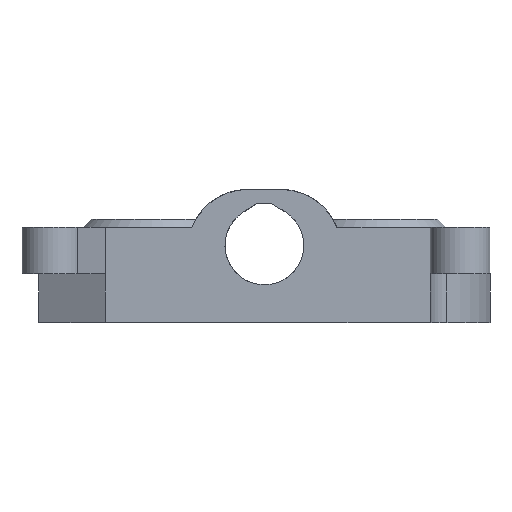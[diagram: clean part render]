
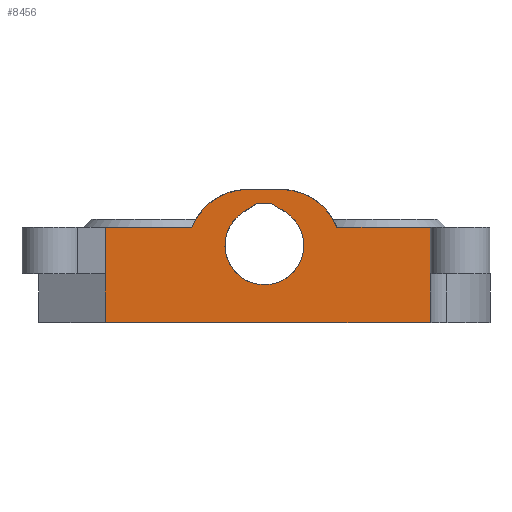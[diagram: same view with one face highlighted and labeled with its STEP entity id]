
A CAD part, front view. The second image highlights one B-rep face of the part: STEP entity #8456.
In plain terms, the highlighted planar face has unit normal (0, -1, 0).
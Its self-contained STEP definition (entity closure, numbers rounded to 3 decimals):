
#942=LINE('',#9985,#1485);
#1330=LINE('',#16070,#1873);
#1399=LINE('',#17421,#1942);
#1402=LINE('',#17426,#1945);
#1404=LINE('',#17430,#1947);
#1446=LINE('',#17960,#1989);
#1450=LINE('',#17981,#1993);
#1459=LINE('',#18028,#2002);
#1463=LINE('',#18043,#2006);
#1472=LINE('',#18064,#2015);
#1473=LINE('',#18066,#2016);
#1485=VECTOR('',#8826,10.);
#1873=VECTOR('',#9344,10.);
#1942=VECTOR('',#9619,10.);
#1945=VECTOR('',#9624,10.);
#1947=VECTOR('',#9628,10.);
#1989=VECTOR('',#9816,10.);
#1993=VECTOR('',#9832,10.);
#2002=VECTOR('',#9881,10.);
#2006=VECTOR('',#9897,10.);
#2015=VECTOR('',#9926,10.);
#2016=VECTOR('',#9929,10.);
#2110=FACE_BOUND('',#3063,.T.);
#2563=FACE_OUTER_BOUND('',#3062,.T.);
#3062=EDGE_LOOP('',(#7869,#7870,#7871,#7872,#7873,#7874,#7875,#7876,#7877,
#7878));
#3063=EDGE_LOOP('',(#7879,#7880,#7881,#7882));
#3155=CIRCLE('',#8694,7.25);
#3176=CIRCLE('',#8736,11.142);
#3182=CIRCLE('',#8744,11.142);
#3211=VERTEX_POINT('',#9982);
#3212=VERTEX_POINT('',#9984);
#3816=VERTEX_POINT('',#16067);
#3817=VERTEX_POINT('',#16069);
#3966=VERTEX_POINT('',#17418);
#3967=VERTEX_POINT('',#17420);
#3968=VERTEX_POINT('',#17424);
#3969=VERTEX_POINT('',#17428);
#4017=VERTEX_POINT('',#17957);
#4018=VERTEX_POINT('',#17959);
#4019=VERTEX_POINT('',#17973);
#4021=VERTEX_POINT('',#17980);
#4031=VERTEX_POINT('',#18026);
#4036=VERTEX_POINT('',#18042);
#4060=EDGE_CURVE('',#3212,#3211,#942,.T.);
#4960=EDGE_CURVE('',#3816,#3817,#1330,.T.);
#5173=EDGE_CURVE('',#3967,#3966,#1399,.T.);
#5176=EDGE_CURVE('',#3966,#3968,#1402,.T.);
#5178=EDGE_CURVE('',#3968,#3969,#1404,.T.);
#5239=EDGE_CURVE('',#3969,#3967,#3155,.T.);
#5277=EDGE_CURVE('',#4018,#4017,#1446,.T.);
#5281=EDGE_CURVE('',#4019,#4018,#3176,.T.);
#5285=EDGE_CURVE('',#4021,#4019,#1450,.T.);
#5292=EDGE_CURVE('',#4017,#3212,#3182,.T.);
#5304=EDGE_CURVE('',#3816,#4031,#1459,.T.);
#5311=EDGE_CURVE('',#3817,#4036,#1463,.T.);
#5322=EDGE_CURVE('',#4031,#4021,#1472,.T.);
#5323=EDGE_CURVE('',#4036,#3211,#1473,.T.);
#7869=ORIENTED_EDGE('',*,*,#4060,.T.);
#7870=ORIENTED_EDGE('',*,*,#5323,.F.);
#7871=ORIENTED_EDGE('',*,*,#5311,.F.);
#7872=ORIENTED_EDGE('',*,*,#4960,.F.);
#7873=ORIENTED_EDGE('',*,*,#5304,.T.);
#7874=ORIENTED_EDGE('',*,*,#5322,.T.);
#7875=ORIENTED_EDGE('',*,*,#5285,.T.);
#7876=ORIENTED_EDGE('',*,*,#5281,.T.);
#7877=ORIENTED_EDGE('',*,*,#5277,.T.);
#7878=ORIENTED_EDGE('',*,*,#5292,.T.);
#7879=ORIENTED_EDGE('',*,*,#5173,.T.);
#7880=ORIENTED_EDGE('',*,*,#5176,.T.);
#7881=ORIENTED_EDGE('',*,*,#5178,.T.);
#7882=ORIENTED_EDGE('',*,*,#5239,.T.);
#8002=PLANE('',#8776);
#8456=ADVANCED_FACE('',(#2563,#2110),#8002,.T.);
#8694=AXIS2_PLACEMENT_3D('',#17862,#9722,#9723);
#8736=AXIS2_PLACEMENT_3D('',#17974,#9823,#9824);
#8744=AXIS2_PLACEMENT_3D('',#18000,#9843,#9844);
#8776=AXIS2_PLACEMENT_3D('',#18065,#9927,#9928);
#8826=DIRECTION('',(-1.,0.,0.));
#9344=DIRECTION('',(-1.,0.,0.));
#9619=DIRECTION('',(0.852,0.,0.524));
#9624=DIRECTION('',(1.,0.,0.));
#9628=DIRECTION('',(0.852,0.,-0.524));
#9722=DIRECTION('center_axis',(0.,1.,0.));
#9723=DIRECTION('ref_axis',(-1.,0.,0.));
#9816=DIRECTION('',(-1.,0.,0.));
#9823=DIRECTION('center_axis',(0.,-1.,0.));
#9824=DIRECTION('ref_axis',(0.928,0.,0.372));
#9832=DIRECTION('',(-1.,0.,0.));
#9843=DIRECTION('center_axis',(0.,-1.,0.));
#9844=DIRECTION('ref_axis',(0.,0.,1.));
#9881=DIRECTION('',(0.,0.,1.));
#9897=DIRECTION('',(0.,0.,1.));
#9926=DIRECTION('',(0.,0.,1.));
#9927=DIRECTION('center_axis',(0.,-1.,0.));
#9928=DIRECTION('ref_axis',(1.,0.,0.));
#9929=DIRECTION('',(0.,0.,1.));
#9982=CARTESIAN_POINT('',(-29.242,-23.,17.5));
#9984=CARTESIAN_POINT('',(-13.344,-23.,17.5));
#9985=CARTESIAN_POINT('',(-39.269,-23.,17.5));
#16067=CARTESIAN_POINT('',(30.5,-23.,0.));
#16069=CARTESIAN_POINT('',(-29.242,-23.,0.));
#16070=CARTESIAN_POINT('',(30.5,-23.,0.));
#17418=CARTESIAN_POINT('',(-1.2,-23.,21.974));
#17420=CARTESIAN_POINT('',(-3.8,-23.,20.374));
#17421=CARTESIAN_POINT('',(-16.274,-23.,12.698));
#17424=CARTESIAN_POINT('',(1.2,-23.,21.974));
#17426=CARTESIAN_POINT('',(-14.021,-23.,21.974));
#17428=CARTESIAN_POINT('',(3.8,-23.,20.374));
#17430=CARTESIAN_POINT('',(-3.636,-23.,24.95));
#17862=CARTESIAN_POINT('Origin',(0.,-23.,
14.2));
#17957=CARTESIAN_POINT('',(-3.,-23.,24.5));
#17959=CARTESIAN_POINT('',(3.,-23.,24.5));
#17960=CARTESIAN_POINT('',(-16.121,-23.,24.5));
#17973=CARTESIAN_POINT('',(13.344,-23.,17.5));
#17974=CARTESIAN_POINT('Origin',(3.,-23.,13.358));
#17980=CARTESIAN_POINT('',(30.5,-23.,17.5));
#17981=CARTESIAN_POINT('',(-7.949,-23.,17.5));
#18000=CARTESIAN_POINT('Origin',(-3.,-23.,13.358));
#18026=CARTESIAN_POINT('',(30.5,-23.,9.));
#18028=CARTESIAN_POINT('',(30.5,-23.,0.));
#18042=CARTESIAN_POINT('',(-29.242,-23.,9.));
#18043=CARTESIAN_POINT('',(-29.242,-23.,0.));
#18064=CARTESIAN_POINT('',(30.5,-23.,0.));
#18065=CARTESIAN_POINT('Origin',(-29.242,-23.,0.));
#18066=CARTESIAN_POINT('',(-29.242,-23.,0.));
